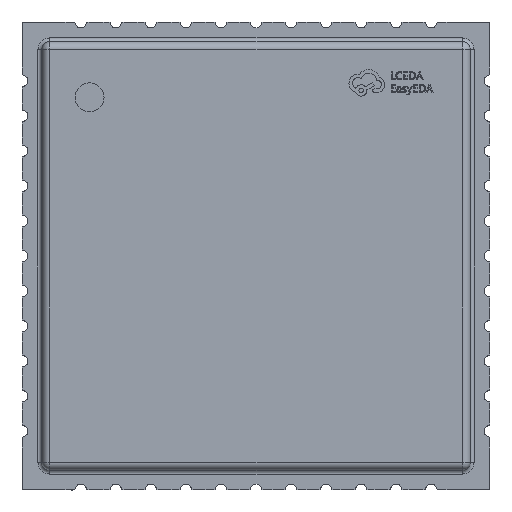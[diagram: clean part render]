
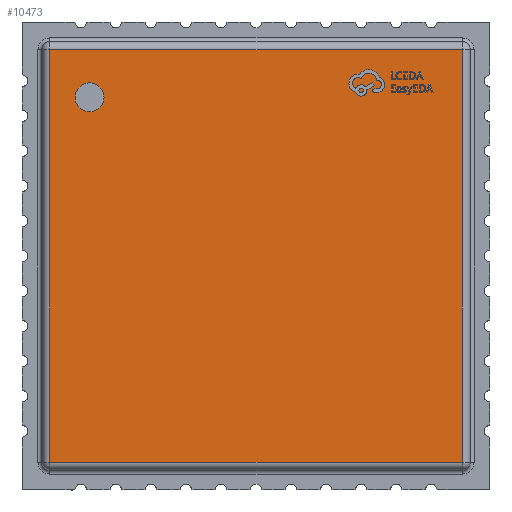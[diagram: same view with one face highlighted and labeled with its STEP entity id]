
A CAD part, top view. The second image highlights one B-rep face of the part: STEP entity #10473.
In plain terms, the highlighted planar face has unit normal (0, 0, 1).
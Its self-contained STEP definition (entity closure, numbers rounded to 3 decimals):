
#323 = EDGE_CURVE ( 'NONE', #5989, #5601, #8065, .T. ) ;
#802 = ORIENTED_EDGE ( 'NONE', *, *, #27344, .F. ) ;
#1255 = VERTEX_POINT ( 'NONE', #23164 ) ;
#1451 = CIRCLE ( 'NONE', #28772, 0.372 ) ;
#2112 = CARTESIAN_POINT ( 'NONE',  ( -4.276, 4.073, 1.5 ) ) ;
#2204 = ORIENTED_EDGE ( 'NONE', *, *, #2229, .T. ) ;
#2229 = EDGE_CURVE ( 'NONE', #26444, #5989, #23189, .T. ) ;
#2663 = VERTEX_POINT ( 'NONE', #28736 ) ;
#4467 = AXIS2_PLACEMENT_3D ( 'NONE', #14455, #21342, #14302 ) ;
#4791 = EDGE_CURVE ( 'NONE', #9341, #26444, #16959, .T. ) ;
#5601 = VERTEX_POINT ( 'NONE', #23018 ) ;
#5654 = EDGE_CURVE ( 'NONE', #5601, #9341, #22050, .T. ) ;
#5989 = VERTEX_POINT ( 'NONE', #11445 ) ;
#7196 = DIRECTION ( 'NONE',  ( 1., 0., 0. ) ) ;
#7363 = DIRECTION ( 'NONE',  ( 1., 0., 0. ) ) ;
#7963 = FACE_BOUND ( 'NONE', #24942, .T. ) ;
#8065 = LINE ( 'NONE', #29691, #26140 ) ;
#8771 = ORIENTED_EDGE ( 'NONE', *, *, #323, .T. ) ;
#8959 = DIRECTION ( 'NONE',  ( 0., 1., 0. ) ) ;
#9341 = VERTEX_POINT ( 'NONE', #25592 ) ;
#9563 = VECTOR ( 'NONE', #19843, 1000. ) ;
#10473 = ADVANCED_FACE ( 'NONE', ( #7963, #17484 ), #22488, .T. ) ;
#11445 = CARTESIAN_POINT ( 'NONE',  ( 5.3, 5.3, 1.5 ) ) ;
#11739 = DIRECTION ( 'NONE',  ( 0., 0., 1. ) ) ;
#14302 = DIRECTION ( 'NONE',  ( 1., 0., 0. ) ) ;
#14455 = CARTESIAN_POINT ( 'NONE',  ( -4.276, 4.073, 1.5 ) ) ;
#14620 = DIRECTION ( 'NONE',  ( 1., 0., 0. ) ) ;
#14879 = ORIENTED_EDGE ( 'NONE', *, *, #5654, .T. ) ;
#16114 = CARTESIAN_POINT ( 'NONE',  ( 5.3, 5.3, 1.5 ) ) ;
#16959 = LINE ( 'NONE', #26478, #19540 ) ;
#17484 = FACE_OUTER_BOUND ( 'NONE', #26905, .T. ) ;
#18042 = ORIENTED_EDGE ( 'NONE', *, *, #26866, .F. ) ;
#19540 = VECTOR ( 'NONE', #14620, 1000. ) ;
#19843 = DIRECTION ( 'NONE',  ( 0., -1., 0. ) ) ;
#20385 = DIRECTION ( 'NONE',  ( -1., 0., 0. ) ) ;
#21083 = DIRECTION ( 'NONE',  ( 0., 0., 1. ) ) ;
#21342 = DIRECTION ( 'NONE',  ( 0., 0., 1. ) ) ;
#22050 = LINE ( 'NONE', #26687, #9563 ) ;
#22488 = PLANE ( 'NONE',  #23431 ) ;
#23018 = CARTESIAN_POINT ( 'NONE',  ( -5.3, 5.3, 1.5 ) ) ;
#23164 = CARTESIAN_POINT ( 'NONE',  ( -4.648, 4.073, 1.5 ) ) ;
#23189 = LINE ( 'NONE', #16114, #30729 ) ;
#23431 = AXIS2_PLACEMENT_3D ( 'NONE', #28542, #21083, #7196 ) ;
#24111 = ORIENTED_EDGE ( 'NONE', *, *, #4791, .T. ) ;
#24942 = EDGE_LOOP ( 'NONE', ( #18042, #802 ) ) ;
#25592 = CARTESIAN_POINT ( 'NONE',  ( -5.3, -5.3, 1.5 ) ) ;
#26140 = VECTOR ( 'NONE', #20385, 1000. ) ;
#26444 = VERTEX_POINT ( 'NONE', #27074 ) ;
#26478 = CARTESIAN_POINT ( 'NONE',  ( 5.3, -5.3, 1.5 ) ) ;
#26687 = CARTESIAN_POINT ( 'NONE',  ( -5.3, -5.3, 1.5 ) ) ;
#26866 = EDGE_CURVE ( 'NONE', #2663, #1255, #27335, .T. ) ;
#26905 = EDGE_LOOP ( 'NONE', ( #24111, #2204, #8771, #14879 ) ) ;
#27074 = CARTESIAN_POINT ( 'NONE',  ( 5.3, -5.3, 1.5 ) ) ;
#27335 = CIRCLE ( 'NONE', #4467, 0.372 ) ;
#27344 = EDGE_CURVE ( 'NONE', #1255, #2663, #1451, .T. ) ;
#28542 = CARTESIAN_POINT ( 'NONE',  ( 0., 0., 1.5 ) ) ;
#28736 = CARTESIAN_POINT ( 'NONE',  ( -3.904, 4.073, 1.5 ) ) ;
#28772 = AXIS2_PLACEMENT_3D ( 'NONE', #2112, #11739, #7363 ) ;
#29691 = CARTESIAN_POINT ( 'NONE',  ( -5.3, 5.3, 1.5 ) ) ;
#30729 = VECTOR ( 'NONE', #8959, 1000. ) ;
